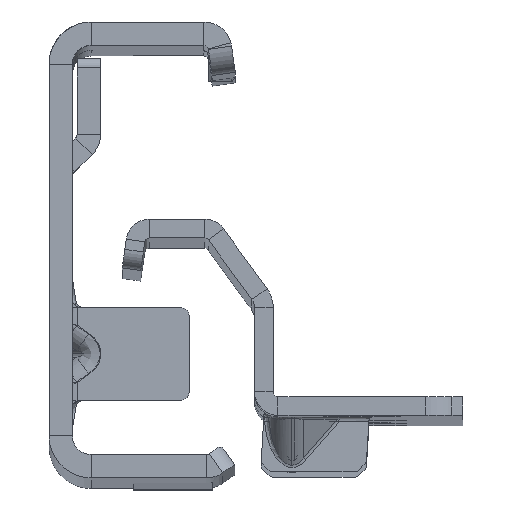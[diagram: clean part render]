
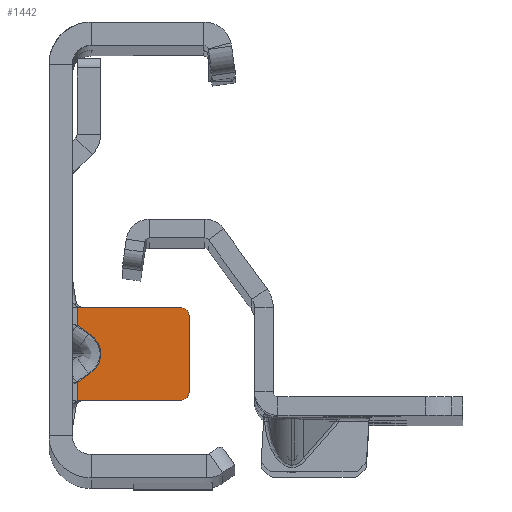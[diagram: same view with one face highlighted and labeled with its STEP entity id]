
A CAD part, top view. The second image highlights one B-rep face of the part: STEP entity #1442.
In plain terms, the highlighted planar face has unit normal (0, 0, 1).
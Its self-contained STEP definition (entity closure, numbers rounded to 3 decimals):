
#630 = CARTESIAN_POINT ( 'NONE',  ( 1.757, -11.792, -641.5 ) ) ;
#676 = ORIENTED_EDGE ( 'NONE', *, *, #15314, .T. ) ;
#701 = EDGE_LOOP ( 'NONE', ( #8374, #5156, #1491, #1901, #13038, #676, #10102, #8089, #7321, #6723, #9316, #2051 ) ) ;
#751 = DIRECTION ( 'NONE',  ( 0., 0., 1. ) ) ;
#783 = VERTEX_POINT ( 'NONE', #1173 ) ;
#1168 =( BOUNDED_CURVE ( )  B_SPLINE_CURVE ( 3, ( #9900, #14694, #12388, #4664 ),
 .UNSPECIFIED., .F., .T. ) 
 B_SPLINE_CURVE_WITH_KNOTS ( ( 4, 4 ),
 ( 2.356, 3.927 ),
 .UNSPECIFIED. ) 
 CURVE ( )  GEOMETRIC_REPRESENTATION_ITEM ( )  RATIONAL_B_SPLINE_CURVE ( ( 1., 0.805, 0.805, 1. ) ) 
 REPRESENTATION_ITEM ( '' )  );
#1173 = CARTESIAN_POINT ( 'NONE',  ( 0.708, -14.6, -641.5 ) ) ;
#1442 = ADVANCED_FACE ( 'NONE', ( #8098 ), #11961, .F. ) ;
#1491 = ORIENTED_EDGE ( 'NONE', *, *, #8458, .F. ) ;
#1621 = VERTEX_POINT ( 'NONE', #12715 ) ;
#1701 = CARTESIAN_POINT ( 'NONE',  ( 11.5, -5.6, -641.5 ) ) ;
#1901 = ORIENTED_EDGE ( 'NONE', *, *, #13991, .F. ) ;
#2038 = CARTESIAN_POINT ( 'NONE',  ( 0.5, -12.681, -641.5 ) ) ;
#2051 = ORIENTED_EDGE ( 'NONE', *, *, #5036, .F. ) ;
#2085 = VECTOR ( 'NONE', #11671, 1000. ) ;
#2111 = CARTESIAN_POINT ( 'NONE',  ( 0.5, -4.6, -641.5 ) ) ;
#2157 = EDGE_CURVE ( 'NONE', #1621, #10692, #15542, .T. ) ;
#2236 = VERTEX_POINT ( 'NONE', #7216 ) ;
#2378 = LINE ( 'NONE', #8400, #4784 ) ;
#2389 = AXIS2_PLACEMENT_3D ( 'NONE', #15978, #751, #3211 ) ;
#2751 = CARTESIAN_POINT ( 'NONE',  ( 11.5, -4.6, -641.5 ) ) ;
#3211 = DIRECTION ( 'NONE',  ( 0., 1., 0. ) ) ;
#3578 = CARTESIAN_POINT ( 'NONE',  ( 0.5, 22.3, -641.5 ) ) ;
#3871 = VERTEX_POINT ( 'NONE', #630 ) ;
#4160 = EDGE_CURVE ( 'NONE', #14032, #1621, #10490, .T. ) ;
#4299 = CARTESIAN_POINT ( 'NONE',  ( 0.5, 22.3, -641.5 ) ) ;
#4417 = AXIS2_PLACEMENT_3D ( 'NONE', #12043, #9552, #15733 ) ;
#4664 = CARTESIAN_POINT ( 'NONE',  ( 1.757, -7.408, -641.5 ) ) ;
#4784 = VECTOR ( 'NONE', #12203, 1000. ) ;
#5036 = EDGE_CURVE ( 'NONE', #6192, #7507, #14732, .T. ) ;
#5138 = DIRECTION ( 'NONE',  ( 1., 0., 0. ) ) ;
#5156 = ORIENTED_EDGE ( 'NONE', *, *, #5702, .F. ) ;
#5262 = DIRECTION ( 'NONE',  ( -0.816, 0.577, 0. ) ) ;
#5524 = EDGE_CURVE ( 'NONE', #8002, #6192, #7807, .T. ) ;
#5702 = EDGE_CURVE ( 'NONE', #3871, #8002, #1168, .T. ) ;
#5739 = LINE ( 'NONE', #14704, #14420 ) ;
#6192 = VERTEX_POINT ( 'NONE', #6526 ) ;
#6351 = EDGE_CURVE ( 'NONE', #10692, #12861, #12392, .T. ) ;
#6526 = CARTESIAN_POINT ( 'NONE',  ( 0.5, -6.519, -641.5 ) ) ;
#6676 = DIRECTION ( 'NONE',  ( 0., 0., 1. ) ) ;
#6723 = ORIENTED_EDGE ( 'NONE', *, *, #7101, .T. ) ;
#7101 = EDGE_CURVE ( 'NONE', #12861, #2236, #2378, .T. ) ;
#7216 = CARTESIAN_POINT ( 'NONE',  ( 0.708, -4.6, -641.5 ) ) ;
#7321 = ORIENTED_EDGE ( 'NONE', *, *, #6351, .T. ) ;
#7507 = VERTEX_POINT ( 'NONE', #2111 ) ;
#7606 = CARTESIAN_POINT ( 'NONE',  ( -1.826, -14.6, -641.5 ) ) ;
#7807 = LINE ( 'NONE', #14147, #10793 ) ;
#8002 = VERTEX_POINT ( 'NONE', #15261 ) ;
#8089 = ORIENTED_EDGE ( 'NONE', *, *, #2157, .T. ) ;
#8098 = FACE_OUTER_BOUND ( 'NONE', #701, .T. ) ;
#8199 = DIRECTION ( 'NONE',  ( -1., 0., 0. ) ) ;
#8361 = CARTESIAN_POINT ( 'NONE',  ( 12.5, -5.6, -641.5 ) ) ;
#8374 = ORIENTED_EDGE ( 'NONE', *, *, #5524, .F. ) ;
#8400 = CARTESIAN_POINT ( 'NONE',  ( -1.826, -4.6, -641.5 ) ) ;
#8458 = EDGE_CURVE ( 'NONE', #13284, #3871, #15692, .T. ) ;
#8777 = LINE ( 'NONE', #11335, #13583 ) ;
#8833 = VECTOR ( 'NONE', #12087, 1000. ) ;
#9273 = DIRECTION ( 'NONE',  ( 0.816, 0.577, 0. ) ) ;
#9316 = ORIENTED_EDGE ( 'NONE', *, *, #14966, .T. ) ;
#9479 = AXIS2_PLACEMENT_3D ( 'NONE', #1701, #6676, #13110 ) ;
#9552 = DIRECTION ( 'NONE',  ( 0., 0., -1. ) ) ;
#9714 = VECTOR ( 'NONE', #13585, 1000. ) ;
#9900 = CARTESIAN_POINT ( 'NONE',  ( 1.757, -11.792, -641.5 ) ) ;
#10102 = ORIENTED_EDGE ( 'NONE', *, *, #4160, .T. ) ;
#10490 = CIRCLE ( 'NONE', #2389, 1. ) ;
#10692 = VERTEX_POINT ( 'NONE', #8361 ) ;
#10793 = VECTOR ( 'NONE', #5262, 1000. ) ;
#11335 = CARTESIAN_POINT ( 'NONE',  ( -1.826, -14.6, -641.5 ) ) ;
#11671 = DIRECTION ( 'NONE',  ( 0., 1., 0. ) ) ;
#11961 = PLANE ( 'NONE',  #4417 ) ;
#12043 = CARTESIAN_POINT ( 'NONE',  ( -7.326, 22.3, -641.5 ) ) ;
#12087 = DIRECTION ( 'NONE',  ( 0., 1., 0. ) ) ;
#12203 = DIRECTION ( 'NONE',  ( -1., 0., 0. ) ) ;
#12388 = CARTESIAN_POINT ( 'NONE',  ( 3.573, -8.692, -641.5 ) ) ;
#12392 = CIRCLE ( 'NONE', #9479, 1. ) ;
#12420 = DIRECTION ( 'NONE',  ( 1., 0., 0. ) ) ;
#12565 = VECTOR ( 'NONE', #5138, 1000. ) ;
#12715 = CARTESIAN_POINT ( 'NONE',  ( 12.5, -13.6, -641.5 ) ) ;
#12861 = VERTEX_POINT ( 'NONE', #2751 ) ;
#13001 = CARTESIAN_POINT ( 'NONE',  ( 11.5, -14.6, -641.5 ) ) ;
#13038 = ORIENTED_EDGE ( 'NONE', *, *, #14214, .T. ) ;
#13110 = DIRECTION ( 'NONE',  ( 0., -1., 0. ) ) ;
#13239 = CARTESIAN_POINT ( 'NONE',  ( 12.5, -5.6, -641.5 ) ) ;
#13284 = VERTEX_POINT ( 'NONE', #2038 ) ;
#13583 = VECTOR ( 'NONE', #12420, 1000. ) ;
#13585 = DIRECTION ( 'NONE',  ( 0., 1., 0. ) ) ;
#13991 = EDGE_CURVE ( 'NONE', #15066, #13284, #14227, .T. ) ;
#14032 = VERTEX_POINT ( 'NONE', #13001 ) ;
#14113 = LINE ( 'NONE', #7606, #12565 ) ;
#14147 = CARTESIAN_POINT ( 'NONE',  ( 1.367, -7.131, -641.5 ) ) ;
#14214 = EDGE_CURVE ( 'NONE', #15066, #783, #14113, .T. ) ;
#14227 = LINE ( 'NONE', #4299, #2085 ) ;
#14397 = CARTESIAN_POINT ( 'NONE',  ( 0.5, -14.6, -641.5 ) ) ;
#14420 = VECTOR ( 'NONE', #8199, 1000. ) ;
#14694 = CARTESIAN_POINT ( 'NONE',  ( 3.573, -10.508, -641.5 ) ) ;
#14704 = CARTESIAN_POINT ( 'NONE',  ( -1.826, -4.6, -641.5 ) ) ;
#14732 = LINE ( 'NONE', #3578, #9714 ) ;
#14966 = EDGE_CURVE ( 'NONE', #2236, #7507, #5739, .T. ) ;
#15044 = VECTOR ( 'NONE', #9273, 1000. ) ;
#15066 = VERTEX_POINT ( 'NONE', #14397 ) ;
#15261 = CARTESIAN_POINT ( 'NONE',  ( 1.757, -7.408, -641.5 ) ) ;
#15314 = EDGE_CURVE ( 'NONE', #783, #14032, #8777, .T. ) ;
#15538 = CARTESIAN_POINT ( 'NONE',  ( 2.624, -11.179, -641.5 ) ) ;
#15542 = LINE ( 'NONE', #13239, #8833 ) ;
#15692 = LINE ( 'NONE', #15538, #15044 ) ;
#15733 = DIRECTION ( 'NONE',  ( 0., 1., 0. ) ) ;
#15978 = CARTESIAN_POINT ( 'NONE',  ( 11.5, -13.6, -641.5 ) ) ;
